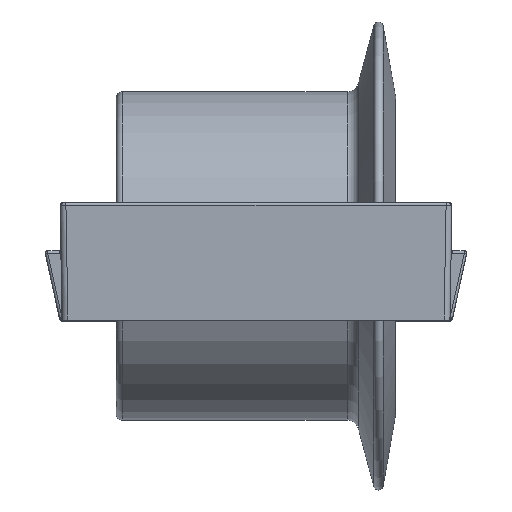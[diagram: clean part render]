
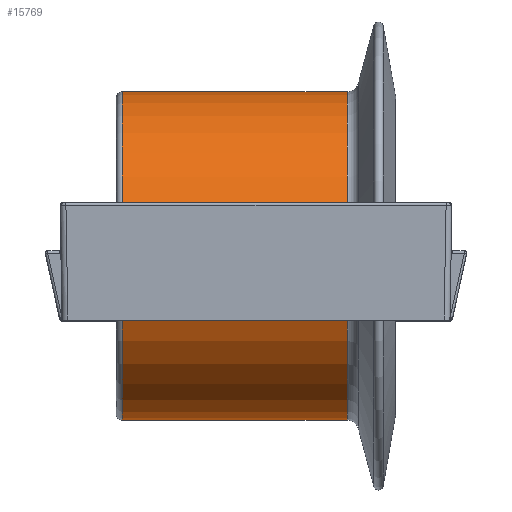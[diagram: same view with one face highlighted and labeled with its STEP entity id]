
A CAD part, top view. The second image highlights one B-rep face of the part: STEP entity #15769.
In plain terms, the highlighted cylindrical face has radius 14 mm (diameter 28 mm), a full revolution.
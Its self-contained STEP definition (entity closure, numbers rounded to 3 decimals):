
#1557=FACE_OUTER_BOUND('',#2531,.T.);
#2531=EDGE_LOOP('',(#12976,#12977,#12978,#12979,#12980,#12981));
#3840=LINE('',#27621,#5157);
#5157=VECTOR('',#20985,14.);
#5944=CIRCLE('',#17155,14.);
#5945=CIRCLE('',#17156,14.);
#6033=CIRCLE('',#17283,14.);
#6034=CIRCLE('',#17284,14.);
#7177=VERTEX_POINT('',#26659);
#7178=VERTEX_POINT('',#26661);
#7302=VERTEX_POINT('',#27453);
#7303=VERTEX_POINT('',#27455);
#9086=EDGE_CURVE('',#7178,#7177,#5944,.T.);
#9087=EDGE_CURVE('',#7177,#7178,#5945,.T.);
#9223=EDGE_CURVE('',#7303,#7302,#6033,.T.);
#9224=EDGE_CURVE('',#7302,#7303,#6034,.T.);
#9316=EDGE_CURVE('',#7177,#7303,#3840,.T.);
#12976=ORIENTED_EDGE('',*,*,#9086,.T.);
#12977=ORIENTED_EDGE('',*,*,#9316,.T.);
#12978=ORIENTED_EDGE('',*,*,#9223,.T.);
#12979=ORIENTED_EDGE('',*,*,#9224,.T.);
#12980=ORIENTED_EDGE('',*,*,#9316,.F.);
#12981=ORIENTED_EDGE('',*,*,#9087,.T.);
#15159=CYLINDRICAL_SURFACE('',#17339,14.);
#15769=ADVANCED_FACE('',(#1557),#15159,.T.);
#17155=AXIS2_PLACEMENT_3D('',#26662,#20550,#20551);
#17156=AXIS2_PLACEMENT_3D('',#26663,#20552,#20553);
#17283=AXIS2_PLACEMENT_3D('',#27456,#20828,#20829);
#17284=AXIS2_PLACEMENT_3D('',#27457,#20830,#20831);
#17339=AXIS2_PLACEMENT_3D('',#27620,#20983,#20984);
#20550=DIRECTION('center_axis',(0.,0.,1.));
#20551=DIRECTION('ref_axis',(-1.,0.,0.));
#20552=DIRECTION('center_axis',(0.,0.,1.));
#20553=DIRECTION('ref_axis',(-1.,0.,0.));
#20828=DIRECTION('center_axis',(0.,0.,-1.));
#20829=DIRECTION('ref_axis',(1.,0.,0.));
#20830=DIRECTION('center_axis',(0.,0.,-1.));
#20831=DIRECTION('ref_axis',(1.,0.,0.));
#20983=DIRECTION('center_axis',(0.,0.,-1.));
#20984=DIRECTION('ref_axis',(-1.,0.,0.));
#20985=DIRECTION('',(0.,0.,1.));
#26659=CARTESIAN_POINT('',(14.,0.,-7.769));
#26661=CARTESIAN_POINT('',(-14.,0.,-7.769));
#26662=CARTESIAN_POINT('Origin',(0.,0.,-7.769));
#26663=CARTESIAN_POINT('Origin',(0.,0.,-7.769));
#27453=CARTESIAN_POINT('',(-14.,0.,11.4));
#27455=CARTESIAN_POINT('',(14.,0.,11.4));
#27456=CARTESIAN_POINT('Origin',(0.,0.,11.4));
#27457=CARTESIAN_POINT('Origin',(0.,0.,11.4));
#27620=CARTESIAN_POINT('Origin',(0.,0.,11.9));
#27621=CARTESIAN_POINT('',(14.,0.,11.9));
